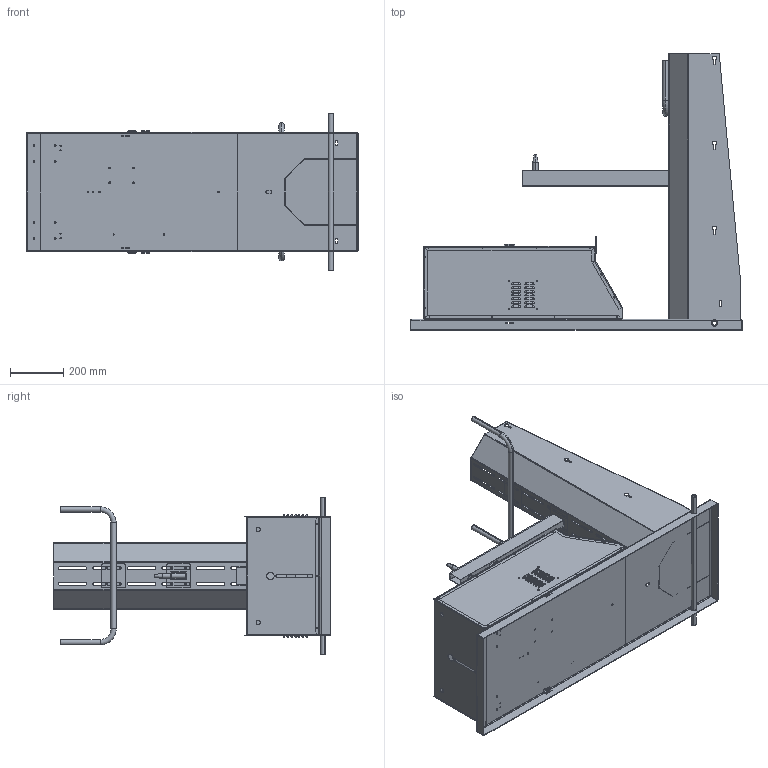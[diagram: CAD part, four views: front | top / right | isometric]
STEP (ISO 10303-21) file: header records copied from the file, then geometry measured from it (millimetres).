
FILE_DESCRIPTION (( 'STEP AP214' ), '1' );
FILE_NAME ('GD R + C.STEP', '2021-10-11T20:16:38', ( '' ), ( '' ), 'SwSTEP 2.0', 'SolidWorks 2021', '' );
FILE_SCHEMA (( 'AUTOMOTIVE_DESIGN' ));
Length unit declared in the file: millimetre
Products named in the file (20): Chariot; GD TC avec encoche_gauche; plaque; g Chassis; GD R; GD TF; GD TD; g axe roues; butée face carré; love; chauffage; platine; ventilateur; goupille m滎e; Tube carré; GD TC avec encoche_droite; porte devidoire; g Support bouteille; love tube; GD R + C
Assembly tree (20 placements, depth 4):
  GD R + C
    GD R
      GD TF
      GD TD
      GD TC avec encoche_gauche
      chauffage
      platine
      ventilateur
      GD TC avec encoche_droite
      butée face carré
    Chariot
      g Chassis
      g Support bouteille
      g axe roues
      porte devidoire
        plaque
        Tube carré
        goupille m滎e
      love
        love tube
        plaque
Bounding box: 1250 x 1040 x 590 mm (x, y, z)
Volume: 8254103.2 mm3; surface area: 5862865.6 mm2
Topology: 16 solids, 16 shells, 1229 faces, 3156 edges, 1955 vertices
Faces by surface type: cylinder 551, plane 416, torus 120, sphere 112, bspline 28, cone 2
Entity records: 40279 total; most frequent: CARTESIAN_POINT 8329, DIRECTION 6955, ORIENTED_EDGE 6216, EDGE_CURVE 3108, AXIS2_PLACEMENT_3D 2693, VERTEX_POINT 1923, EDGE_LOOP 1603, LINE 1569
